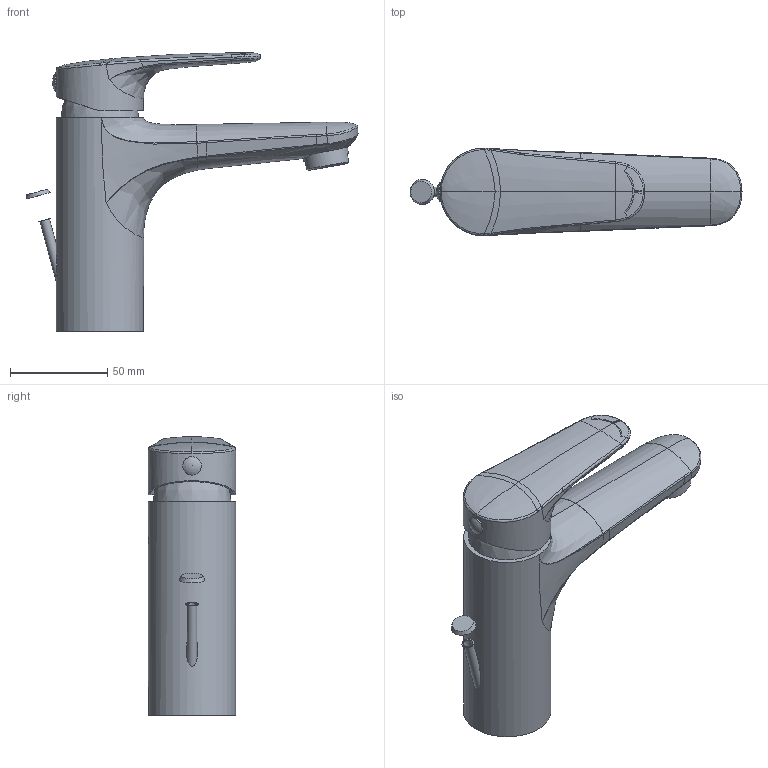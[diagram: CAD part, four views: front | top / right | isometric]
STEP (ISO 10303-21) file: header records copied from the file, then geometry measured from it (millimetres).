
FILE_DESCRIPTION(/* description */ (''),/* implementation_level */ '2;1');
FILE_NAME(/* name */ '3D_TVW105101110_O.NovoStart v1.step',/* time_stamp */ '2022-12-14T15:20:25+01:00',/* author */ (''),/* organization */ (''),/* preprocessor_version */ 'ST-DEVELOPER v19.2',/* originating_system */ 'Autodesk Translation Framework v11.17.0.187',/* authorisation */ '');
FILE_SCHEMA (('AUTOMOTIVE_DESIGN { 1 0 10303 214 3 1 1 }'));
Length unit declared in the file: millimetre
Products named in the file (9): (Nicht gespeichert); 3D_TVW105101110_O.NovoStart; Komponente2; Komponente3; Komponente4; Komponente6; Komponente7; Komponente8; Komponente9
Assembly tree (8 placements, depth 3):
  (Nicht gespeichert)
    3D_TVW105101110_O.NovoStart
      Komponente2
      Komponente3
      Komponente4
      Komponente6
      Komponente7
      Komponente8
      Komponente9
Bounding box: 171.07 x 45 x 143.53 mm (x, y, z)
Volume: 91709 mm3; surface area: 76780.9 mm2
Topology: 6 solids, 8 shells, 270 faces, 687 edges, 434 vertices
Faces by surface type: bspline 134, plane 66, cylinder 53, cone 12, torus 4, sphere 1
Full cylindrical faces by diameter (mm): 4.2 x1, 5 x1, 5.2 x1, 6 x1, 7 x1, 9.5 x1, 16.2 x1, 18 x1, 20 x1, 21 x1, 22.3 x1, 23 x1, 23.5 x2, 25 x1, 33.5 x1, 35 x1, 35.2 x1, 35.8 x1, 36.8 x1, 37 x1, 41 x1, 42 x1, 44.999 x1, 45 x1
Entity records: 23556 total; most frequent: CARTESIAN_POINT 17668, ORIENTED_EDGE 1358, DIRECTION 895, EDGE_CURVE 680, VERTEX_POINT 434, AXIS2_PLACEMENT_3D 370, B_SPLINE_CURVE_WITH_KNOTS 301, EDGE_LOOP 290
